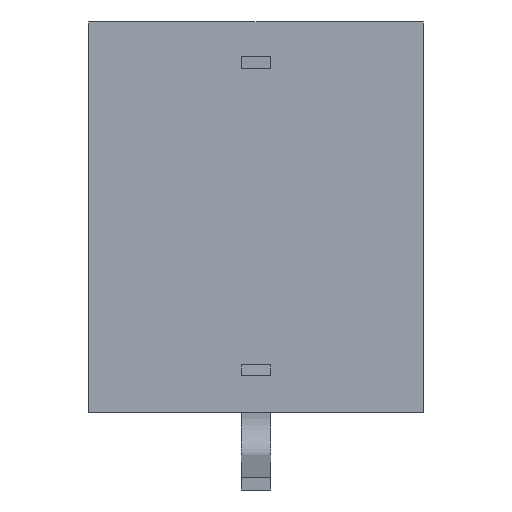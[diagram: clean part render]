
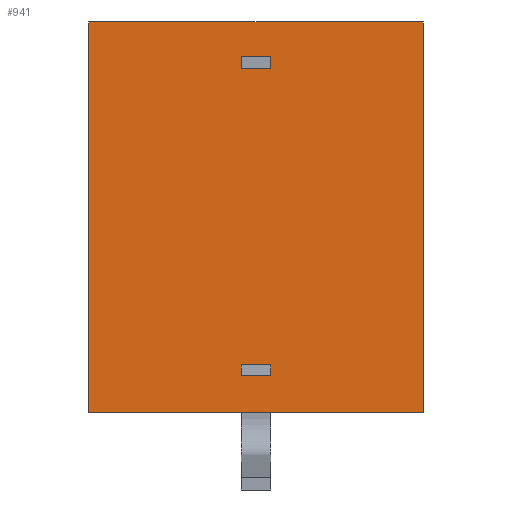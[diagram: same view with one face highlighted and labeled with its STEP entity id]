
A CAD part, left-side view. The second image highlights one B-rep face of the part: STEP entity #941.
In plain terms, the highlighted planar face has unit normal (-1, 0, 0).
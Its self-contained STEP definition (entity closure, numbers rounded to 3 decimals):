
#80=PLANE('',#1022);
#110=FACE_OUTER_BOUND('',#172,.T.);
#172=EDGE_LOOP('',(#654,#655,#656,#657));
#231=LINE('',#1338,#308);
#234=LINE('',#1344,#311);
#237=LINE('',#1350,#314);
#240=LINE('',#1354,#317);
#308=VECTOR('',#1105,10.);
#311=VECTOR('',#1110,10.);
#314=VECTOR('',#1115,10.);
#317=VECTOR('',#1120,10.);
#404=VERTEX_POINT('',#1335);
#405=VERTEX_POINT('',#1337);
#407=VERTEX_POINT('',#1343);
#409=VERTEX_POINT('',#1349);
#494=EDGE_CURVE('',#405,#404,#231,.T.);
#497=EDGE_CURVE('',#407,#405,#234,.T.);
#500=EDGE_CURVE('',#409,#407,#237,.T.);
#503=EDGE_CURVE('',#404,#409,#240,.T.);
#654=ORIENTED_EDGE('',*,*,#503,.T.);
#655=ORIENTED_EDGE('',*,*,#500,.T.);
#656=ORIENTED_EDGE('',*,*,#497,.T.);
#657=ORIENTED_EDGE('',*,*,#494,.T.);
#941=ADVANCED_FACE('',(#110),#80,.T.);
#1022=AXIS2_PLACEMENT_3D('',#1356,#1123,#1124);
#1105=DIRECTION('',(0.,1.,0.));
#1110=DIRECTION('',(0.,0.,1.));
#1115=DIRECTION('',(0.,-1.,0.));
#1120=DIRECTION('',(0.,0.,-1.));
#1123=DIRECTION('center_axis',(-1.,0.,0.));
#1124=DIRECTION('ref_axis',(0.,0.,1.));
#1335=CARTESIAN_POINT('',(-9.,4.5,5.25));
#1337=CARTESIAN_POINT('',(-9.,-4.5,5.25));
#1338=CARTESIAN_POINT('',(-9.,4.5,5.25));
#1343=CARTESIAN_POINT('',(-9.,-4.5,-5.25));
#1344=CARTESIAN_POINT('',(-9.,-4.5,5.25));
#1349=CARTESIAN_POINT('',(-9.,4.5,-5.25));
#1350=CARTESIAN_POINT('',(-9.,-4.5,-5.25));
#1354=CARTESIAN_POINT('',(-9.,4.5,-5.25));
#1356=CARTESIAN_POINT('Origin',(-9.,0.,0.));
